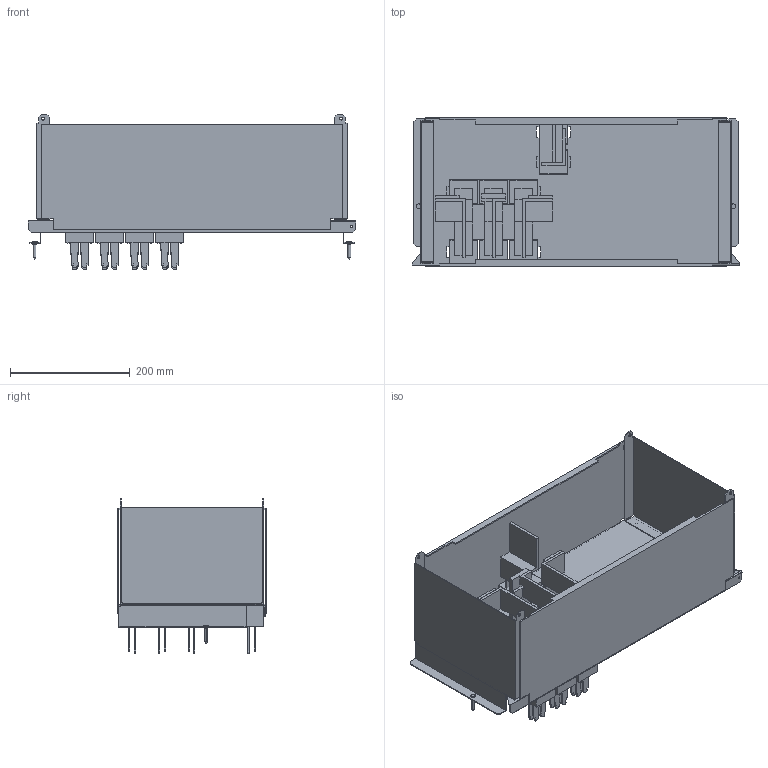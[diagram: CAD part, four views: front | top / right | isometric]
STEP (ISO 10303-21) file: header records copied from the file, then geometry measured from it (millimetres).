
FILE_DESCRIPTION((''),'2;1');
FILE_NAME('PRT0009','2023-08-20T11:00:33',('20724'),(''),'CREO PARAMETRIC BY PTC INC, 2016390','CREO PARAMETRIC BY PTC INC, 2016390','');
FILE_SCHEMA(('AUTOMOTIVE_DESIGN { 1 0 10303 214 1 1 1 1 }'));
Length unit declared in the file: inch
Products named in the file (1): PRT0009
Bounding box: 546.04 x 249 x 259 mm (x, y, z)
Surface area: 1518165.6 mm2 (no closed solid volume)
Topology: 0 solids, 39 shells, 1006 faces, 3036 edges, 2096 vertices
Faces by surface type: plane 836, cylinder 163, cone 4, bspline 3
Entity records: 41799 total; most frequent: CARTESIAN_POINT 6484, ORIENTED_EDGE 5724, DIRECTION 5336, EDGE_CURVE 3036, VECTOR 2674, LINE 2674, PRESENTATION_STYLE_ASSIGNMENT 2505, STYLED_ITEM 2505
